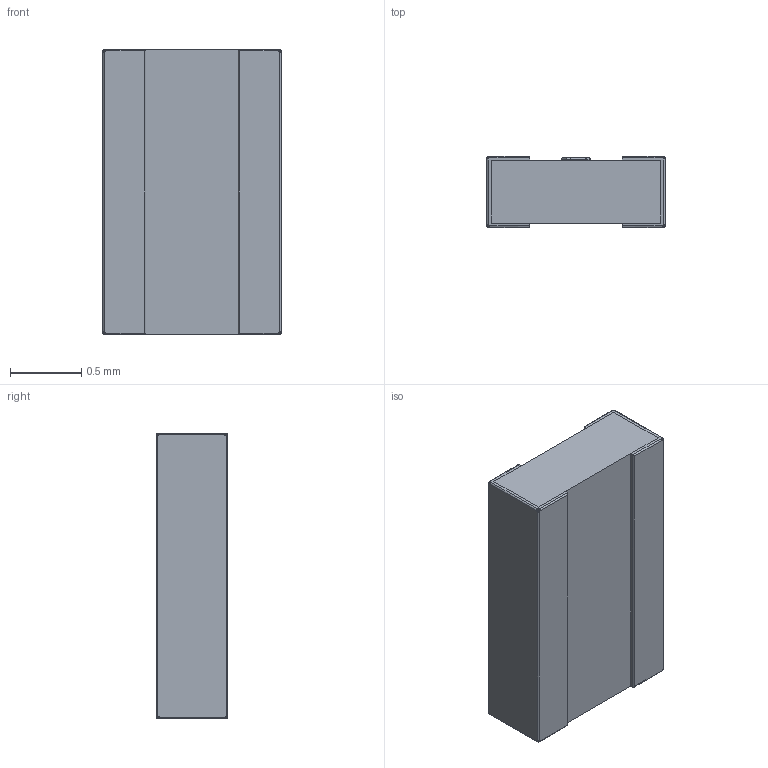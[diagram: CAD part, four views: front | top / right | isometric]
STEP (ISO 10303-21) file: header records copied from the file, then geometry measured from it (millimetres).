
FILE_DESCRIPTION (( 'STEP AP214' ), '1' );
FILE_NAME ('R_1220Metric.step', '2020-12-07T12:10:43+00:00', 'Stefan Hamminga', '', '', '', '');
FILE_SCHEMA (( 'AUTOMOTIVE_DESIGN' ));
Length unit declared in the file: millimetre
Products named in the file (1): Resistor_SMD_1220
Bounding box: 1.25 x 0.5 x 2 mm (x, y, z)
Volume: 1.2 mm3; surface area: 16.2 mm2
Topology: 3 solids, 3 shells, 198 faces, 477 edges, 291 vertices
Faces by surface type: bspline 92, plane 59, cylinder 47
Entity records: 10493 total; most frequent: CARTESIAN_POINT 5655, ORIENTED_EDGE 954, EDGE_CURVE 477, DIRECTION 448, VERTEX_POINT 291, B_SPLINE_CURVE_WITH_KNOTS 226, LINE 210, VECTOR 210
